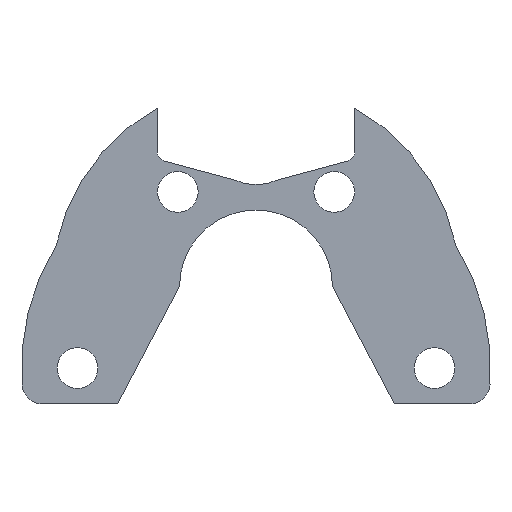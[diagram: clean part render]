
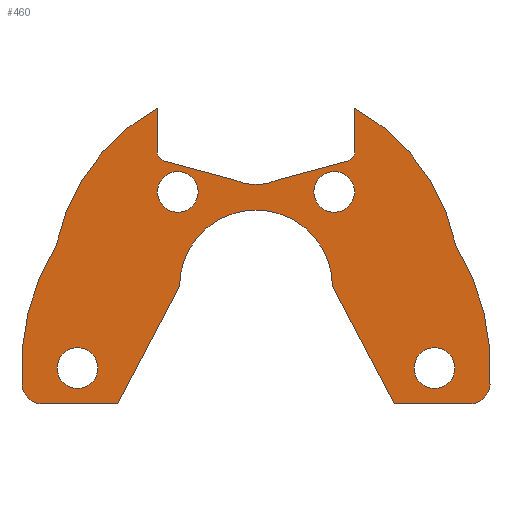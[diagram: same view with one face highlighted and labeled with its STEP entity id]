
A CAD part, front view. The second image highlights one B-rep face of the part: STEP entity #460.
In plain terms, the highlighted planar face has unit normal (0, -1, 0).
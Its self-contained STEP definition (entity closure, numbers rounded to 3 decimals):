
#15=LINE('',#679,#49);
#19=LINE('',#687,#53);
#23=LINE('',#699,#57);
#26=LINE('',#705,#60);
#32=LINE('',#729,#66);
#36=LINE('',#741,#70);
#40=LINE('',#753,#74);
#44=LINE('',#765,#78);
#49=VECTOR('',#543,7.391);
#53=VECTOR('',#549,12.997);
#57=VECTOR('',#561,12.997);
#60=VECTOR('',#566,7.391);
#66=VECTOR('',#592,4.225);
#70=VECTOR('',#604,7.211);
#74=VECTOR('',#616,7.211);
#78=VECTOR('',#628,4.225);
#92=PLANE('',#514);
#101=FACE_BOUND('',#161,.T.);
#102=FACE_BOUND('',#162,.T.);
#103=FACE_BOUND('',#163,.T.);
#104=FACE_BOUND('',#164,.T.);
#128=FACE_OUTER_BOUND('',#160,.T.);
#160=EDGE_LOOP('',(#401,#402,#403,#404,#405,#406,#407,#408,#409,#410,#411,
#412,#413,#414,#415,#416,#417,#418));
#161=EDGE_LOOP('',(#419));
#162=EDGE_LOOP('',(#420));
#163=EDGE_LOOP('',(#421));
#164=EDGE_LOOP('',(#422));
#166=CIRCLE('',#465,2.);
#168=CIRCLE('',#468,2.);
#170=CIRCLE('',#471,2.);
#172=CIRCLE('',#474,2.);
#173=CIRCLE('',#478,7.5);
#175=CIRCLE('',#483,2.);
#177=CIRCLE('',#486,23.);
#179=CIRCLE('',#489,20.);
#181=CIRCLE('',#493,1.);
#183=CIRCLE('',#497,5.);
#185=CIRCLE('',#501,1.);
#187=CIRCLE('',#505,20.);
#189=CIRCLE('',#508,23.);
#191=CIRCLE('',#511,2.);
#194=VERTEX_POINT('',#659);
#196=VERTEX_POINT('',#664);
#198=VERTEX_POINT('',#669);
#200=VERTEX_POINT('',#674);
#201=VERTEX_POINT('',#677);
#202=VERTEX_POINT('',#678);
#205=VERTEX_POINT('',#686);
#207=VERTEX_POINT('',#692);
#209=VERTEX_POINT('',#698);
#211=VERTEX_POINT('',#704);
#213=VERTEX_POINT('',#710);
#215=VERTEX_POINT('',#716);
#217=VERTEX_POINT('',#722);
#219=VERTEX_POINT('',#728);
#221=VERTEX_POINT('',#734);
#223=VERTEX_POINT('',#740);
#225=VERTEX_POINT('',#746);
#227=VERTEX_POINT('',#752);
#229=VERTEX_POINT('',#758);
#231=VERTEX_POINT('',#764);
#233=VERTEX_POINT('',#770);
#235=VERTEX_POINT('',#776);
#238=EDGE_CURVE('',#194,#194,#166,.T.);
#240=EDGE_CURVE('',#196,#196,#168,.T.);
#242=EDGE_CURVE('',#198,#198,#170,.T.);
#244=EDGE_CURVE('',#200,#200,#172,.T.);
#245=EDGE_CURVE('',#201,#202,#15,.T.);
#249=EDGE_CURVE('',#205,#201,#19,.T.);
#252=EDGE_CURVE('',#207,#205,#173,.T.);
#255=EDGE_CURVE('',#209,#207,#23,.T.);
#258=EDGE_CURVE('',#211,#209,#26,.T.);
#261=EDGE_CURVE('',#213,#211,#175,.T.);
#264=EDGE_CURVE('',#215,#213,#177,.T.);
#267=EDGE_CURVE('',#217,#215,#179,.T.);
#270=EDGE_CURVE('',#219,#217,#32,.T.);
#273=EDGE_CURVE('',#221,#219,#181,.T.);
#276=EDGE_CURVE('',#223,#221,#36,.T.);
#279=EDGE_CURVE('',#225,#223,#183,.T.);
#282=EDGE_CURVE('',#227,#225,#40,.T.);
#285=EDGE_CURVE('',#229,#227,#185,.T.);
#288=EDGE_CURVE('',#231,#229,#44,.T.);
#291=EDGE_CURVE('',#233,#231,#187,.T.);
#294=EDGE_CURVE('',#235,#233,#189,.T.);
#297=EDGE_CURVE('',#202,#235,#191,.T.);
#401=ORIENTED_EDGE('',*,*,#297,.F.);
#402=ORIENTED_EDGE('',*,*,#245,.F.);
#403=ORIENTED_EDGE('',*,*,#249,.F.);
#404=ORIENTED_EDGE('',*,*,#252,.F.);
#405=ORIENTED_EDGE('',*,*,#255,.F.);
#406=ORIENTED_EDGE('',*,*,#258,.F.);
#407=ORIENTED_EDGE('',*,*,#261,.F.);
#408=ORIENTED_EDGE('',*,*,#264,.F.);
#409=ORIENTED_EDGE('',*,*,#267,.F.);
#410=ORIENTED_EDGE('',*,*,#270,.F.);
#411=ORIENTED_EDGE('',*,*,#273,.F.);
#412=ORIENTED_EDGE('',*,*,#276,.F.);
#413=ORIENTED_EDGE('',*,*,#279,.F.);
#414=ORIENTED_EDGE('',*,*,#282,.F.);
#415=ORIENTED_EDGE('',*,*,#285,.F.);
#416=ORIENTED_EDGE('',*,*,#288,.F.);
#417=ORIENTED_EDGE('',*,*,#291,.F.);
#418=ORIENTED_EDGE('',*,*,#294,.F.);
#419=ORIENTED_EDGE('',*,*,#238,.T.);
#420=ORIENTED_EDGE('',*,*,#240,.T.);
#421=ORIENTED_EDGE('',*,*,#242,.T.);
#422=ORIENTED_EDGE('',*,*,#244,.T.);
#460=ADVANCED_FACE('',(#128,#101,#102,#103,#104),#92,.T.);
#465=AXIS2_PLACEMENT_3D('',#660,#521,#522);
#468=AXIS2_PLACEMENT_3D('',#665,#527,#528);
#471=AXIS2_PLACEMENT_3D('',#670,#533,#534);
#474=AXIS2_PLACEMENT_3D('',#675,#539,#540);
#478=AXIS2_PLACEMENT_3D('',#693,#554,#555);
#483=AXIS2_PLACEMENT_3D('',#711,#571,#572);
#486=AXIS2_PLACEMENT_3D('',#717,#578,#579);
#489=AXIS2_PLACEMENT_3D('',#723,#585,#586);
#493=AXIS2_PLACEMENT_3D('',#735,#597,#598);
#497=AXIS2_PLACEMENT_3D('',#747,#609,#610);
#501=AXIS2_PLACEMENT_3D('',#759,#621,#622);
#505=AXIS2_PLACEMENT_3D('',#771,#633,#634);
#508=AXIS2_PLACEMENT_3D('',#777,#640,#641);
#511=AXIS2_PLACEMENT_3D('',#782,#647,#648);
#514=AXIS2_PLACEMENT_3D('',#785,#653,#654);
#521=DIRECTION('center_axis',(0.,1.,0.));
#522=DIRECTION('ref_axis',(1.,0.,0.));
#527=DIRECTION('center_axis',(0.,1.,0.));
#528=DIRECTION('ref_axis',(1.,0.,0.));
#533=DIRECTION('center_axis',(0.,1.,0.));
#534=DIRECTION('ref_axis',(1.,0.,0.));
#539=DIRECTION('center_axis',(0.,1.,0.));
#540=DIRECTION('ref_axis',(1.,0.,0.));
#543=DIRECTION('',(-1.,0.,0.));
#549=DIRECTION('',(-0.466,0.,-0.885));
#554=DIRECTION('center_axis',(0.,-1.,0.));
#555=DIRECTION('ref_axis',(1.,0.,0.));
#561=DIRECTION('',(-0.466,0.,0.885));
#566=DIRECTION('',(-1.,0.,0.));
#571=DIRECTION('center_axis',(0.,1.,0.));
#572=DIRECTION('ref_axis',(0.997,0.,-0.071));
#578=DIRECTION('center_axis',(0.,1.,0.));
#579=DIRECTION('ref_axis',(0.851,0.,0.524));
#585=DIRECTION('center_axis',(0.,1.,0.));
#586=DIRECTION('ref_axis',(0.485,0.,0.875));
#592=DIRECTION('',(0.,0.,1.));
#597=DIRECTION('center_axis',(0.,-1.,0.));
#598=DIRECTION('ref_axis',(-1.,0.,0.));
#604=DIRECTION('',(0.965,0.,0.261));
#609=DIRECTION('center_axis',(0.,-1.,0.));
#610=DIRECTION('ref_axis',(-0.4,0.,0.917));
#616=DIRECTION('',(0.965,0.,-0.261));
#621=DIRECTION('center_axis',(0.,-1.,0.));
#622=DIRECTION('ref_axis',(0.261,0.,0.965));
#628=DIRECTION('',(0.,0.,-1.));
#633=DIRECTION('center_axis',(0.,1.,0.));
#634=DIRECTION('ref_axis',(-0.979,0.,0.203));
#640=DIRECTION('center_axis',(0.,1.,0.));
#641=DIRECTION('ref_axis',(-0.997,0.,-0.071));
#647=DIRECTION('center_axis',(0.,1.,0.));
#648=DIRECTION('ref_axis',(0.,0.,-1.));
#653=DIRECTION('center_axis',(0.,-1.,0.));
#654=DIRECTION('ref_axis',(0.,0.,-1.));
#659=CARTESIAN_POINT('',(15.5,0.,0.));
#660=CARTESIAN_POINT('Origin',(17.5,0.,0.));
#664=CARTESIAN_POINT('',(-19.5,0.,0.));
#665=CARTESIAN_POINT('Origin',(-17.5,0.,0.));
#669=CARTESIAN_POINT('',(5.667,0.,17.286));
#670=CARTESIAN_POINT('Origin',(7.667,0.,17.286));
#674=CARTESIAN_POINT('',(-9.667,0.,17.286));
#675=CARTESIAN_POINT('Origin',(-7.667,0.,17.286));
#677=CARTESIAN_POINT('',(-13.555,0.,-3.5));
#678=CARTESIAN_POINT('',(-20.946,0.,-3.5));
#679=CARTESIAN_POINT('',(-13.555,0.,-3.5));
#686=CARTESIAN_POINT('',(-7.5,0.,8.));
#687=CARTESIAN_POINT('',(-7.5,0.,8.));
#692=CARTESIAN_POINT('',(7.5,0.,8.));
#693=CARTESIAN_POINT('Origin',(0.,0.,8.));
#698=CARTESIAN_POINT('',(13.555,0.,-3.5));
#699=CARTESIAN_POINT('',(13.555,0.,-3.5));
#704=CARTESIAN_POINT('',(20.946,0.,-3.5));
#705=CARTESIAN_POINT('',(20.946,0.,-3.5));
#710=CARTESIAN_POINT('',(22.941,0.,-1.643));
#711=CARTESIAN_POINT('Origin',(20.946,0.,-1.5));
#716=CARTESIAN_POINT('',(19.583,0.,12.063));
#717=CARTESIAN_POINT('Origin',(0.,0.,0.));
#722=CARTESIAN_POINT('',(9.7,0.,25.49));
#723=CARTESIAN_POINT('Origin',(0.,0.,8.));
#728=CARTESIAN_POINT('',(9.7,0.,21.265));
#729=CARTESIAN_POINT('',(9.7,0.,21.265));
#734=CARTESIAN_POINT('',(8.961,0.,20.3));
#735=CARTESIAN_POINT('Origin',(8.7,0.,21.265));
#740=CARTESIAN_POINT('',(2.,0.,18.417));
#741=CARTESIAN_POINT('',(2.,0.,18.417));
#746=CARTESIAN_POINT('',(-2.,0.,18.417));
#747=CARTESIAN_POINT('Origin',(0.,0.,23.));
#752=CARTESIAN_POINT('',(-8.961,0.,20.3));
#753=CARTESIAN_POINT('',(-8.961,0.,20.3));
#758=CARTESIAN_POINT('',(-9.7,0.,21.265));
#759=CARTESIAN_POINT('Origin',(-8.7,0.,21.265));
#764=CARTESIAN_POINT('',(-9.7,0.,25.49));
#765=CARTESIAN_POINT('',(-9.7,0.,25.49));
#770=CARTESIAN_POINT('',(-19.583,0.,12.063));
#771=CARTESIAN_POINT('Origin',(0.,0.,8.));
#776=CARTESIAN_POINT('',(-22.941,0.,-1.643));
#777=CARTESIAN_POINT('Origin',(0.,0.,0.));
#782=CARTESIAN_POINT('Origin',(-20.946,0.,-1.5));
#785=CARTESIAN_POINT('Origin',(0.,0.,10.217));
